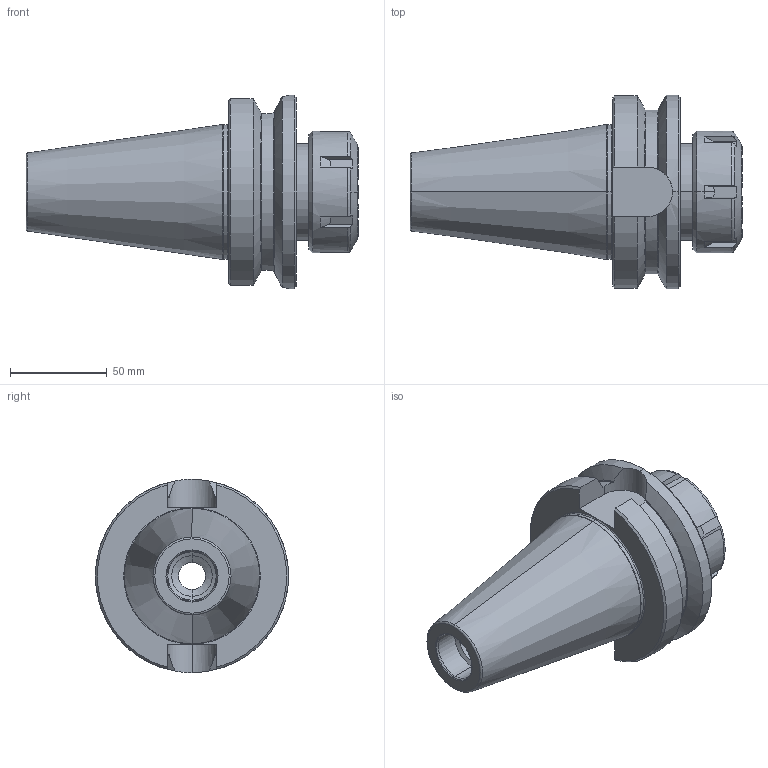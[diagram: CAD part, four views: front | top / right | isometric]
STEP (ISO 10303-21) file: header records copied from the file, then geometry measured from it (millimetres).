
FILE_DESCRIPTION (( 'STEP AP203' ), '1' );
FILE_NAME ('S.B50.0132.70.STEP', '2018-07-13T00:26:31', ( '' ), ( '' ), 'SwSTEP 2.0', 'SolidWorks 2013', '' );
FILE_SCHEMA (( 'CONFIG_CONTROL_DESIGN' ));
Length unit declared in the file: millimetre
Products named in the file (1): S.B50.0132.70
Bounding box: 171.8 x 100 x 100 mm (x, y, z)
Volume: 488601.8 mm3; surface area: 69683.4 mm2
Topology: 2 solids, 2 shells, 129 faces, 318 edges, 198 vertices
Faces by surface type: cone 39, plane 37, cylinder 29, torus 14, bspline 10
Entity records: 4237 total; most frequent: CARTESIAN_POINT 1197, ORIENTED_EDGE 636, DIRECTION 610, EDGE_CURVE 318, AXIS2_PLACEMENT_3D 253, VERTEX_POINT 198, EDGE_LOOP 138, CIRCLE 133
